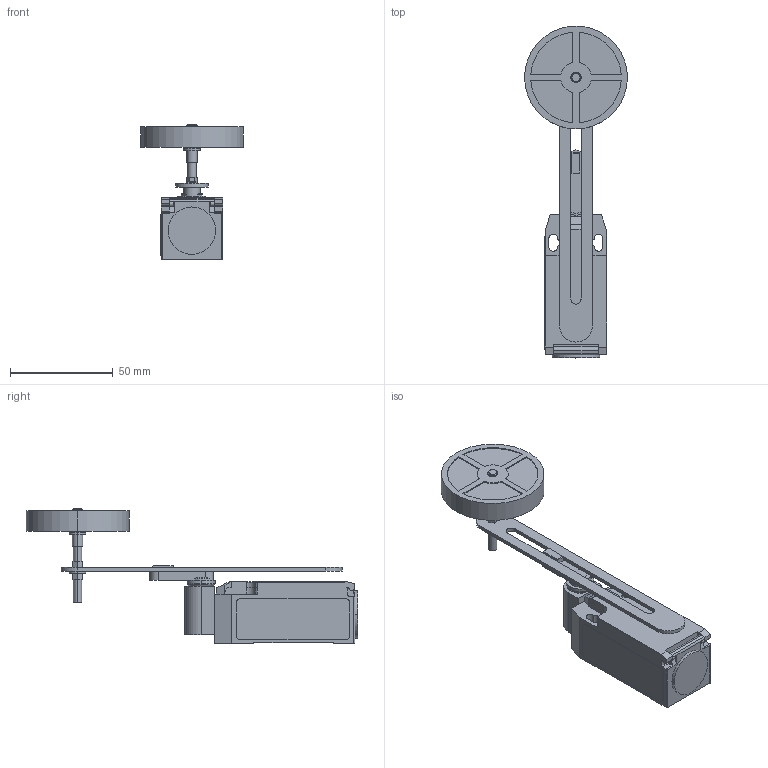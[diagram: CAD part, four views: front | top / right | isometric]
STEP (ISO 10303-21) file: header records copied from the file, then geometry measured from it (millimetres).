
FILE_DESCRIPTION((''),'2;1');
FILE_NAME('3d_KBF4L21.stp','2012-10-03T08:18:56',(''),(''),'Mechanical Desktop 2011','Mechanical Desktop 2011',', , ');
FILE_SCHEMA(('CONFIG_CONTROL_DESIGN'));
Length unit declared in the file: millimetre
Products named in the file (1): Product
Bounding box: 50 x 161.19 x 65.57 mm (x, y, z)
Volume: 85549.8 mm3; surface area: 25071.1 mm2
Topology: 12 solids, 12 shells, 237 faces, 626 edges, 435 vertices
Faces by surface type: plane 147, cylinder 77, cone 8, bspline 3, torus 2
Entity records: 7443 total; most frequent: CARTESIAN_POINT 1323, DIRECTION 1270, ORIENTED_EDGE 1226, EDGE_CURVE 613, VECTOR 452, LINE 452, VERTEX_POINT 410, AXIS2_PLACEMENT_3D 409
